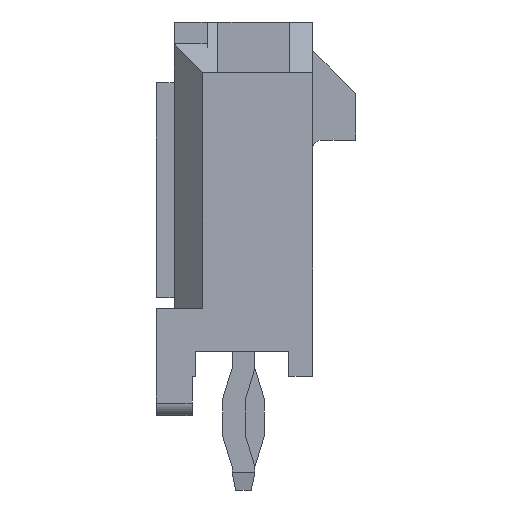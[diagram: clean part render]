
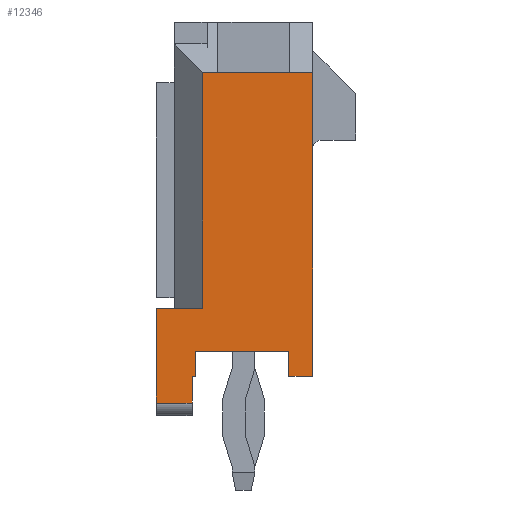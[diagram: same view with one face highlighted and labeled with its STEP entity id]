
A CAD part, left-side view. The second image highlights one B-rep face of the part: STEP entity #12346.
In plain terms, the highlighted face is planar.
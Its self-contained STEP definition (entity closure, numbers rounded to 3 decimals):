
#1127=ORIENTED_EDGE('',*,*,#2869,.F.);
#1128=ORIENTED_EDGE('',*,*,#3284,.T.);
#1129=ORIENTED_EDGE('',*,*,#2804,.T.);
#1130=ORIENTED_EDGE('',*,*,#2913,.F.);
#1131=ORIENTED_EDGE('',*,*,#2923,.F.);
#1132=ORIENTED_EDGE('',*,*,#2927,.F.);
#1133=ORIENTED_EDGE('',*,*,#3285,.F.);
#1134=ORIENTED_EDGE('',*,*,#3286,.T.);
#1135=ORIENTED_EDGE('',*,*,#3287,.T.);
#1136=ORIENTED_EDGE('',*,*,#3288,.T.);
#1137=ORIENTED_EDGE('',*,*,#3281,.F.);
#1138=ORIENTED_EDGE('',*,*,#3289,.F.);
#1139=ORIENTED_EDGE('',*,*,#2876,.F.);
#1140=ORIENTED_EDGE('',*,*,#2867,.T.);
#2804=EDGE_CURVE('',#4067,#4066,#4893,.T.);
#2867=EDGE_CURVE('',#4094,#4097,#4954,.T.);
#2869=EDGE_CURVE('',#4107,#4097,#4956,.T.);
#2876=EDGE_CURVE('',#4094,#4111,#4963,.T.);
#2913=EDGE_CURVE('',#4133,#4066,#5000,.T.);
#2923=EDGE_CURVE('',#4141,#4133,#5006,.T.);
#2927=EDGE_CURVE('',#4143,#4141,#5010,.T.);
#3281=EDGE_CURVE('',#4352,#4353,#5364,.T.);
#3284=EDGE_CURVE('',#4107,#4067,#5367,.T.);
#3285=EDGE_CURVE('',#4354,#4143,#5368,.T.);
#3286=EDGE_CURVE('',#4354,#4355,#5369,.T.);
#3287=EDGE_CURVE('',#4355,#4356,#5370,.T.);
#3288=EDGE_CURVE('',#4356,#4353,#5371,.T.);
#3289=EDGE_CURVE('',#4111,#4352,#5372,.T.);
#4066=VERTEX_POINT('',#15820);
#4067=VERTEX_POINT('',#15822);
#4094=VERTEX_POINT('',#15897);
#4097=VERTEX_POINT('',#15905);
#4107=VERTEX_POINT('',#15943);
#4111=VERTEX_POINT('',#15958);
#4133=VERTEX_POINT('',#16031);
#4141=VERTEX_POINT('',#16051);
#4143=VERTEX_POINT('',#16059);
#4352=VERTEX_POINT('',#16759);
#4353=VERTEX_POINT('',#16760);
#4354=VERTEX_POINT('',#16766);
#4355=VERTEX_POINT('',#16768);
#4356=VERTEX_POINT('',#16770);
#4893=LINE('',#15821,#6168);
#4954=LINE('',#15940,#6229);
#4956=LINE('',#15944,#6231);
#4963=LINE('',#15957,#6238);
#5000=LINE('',#16030,#6275);
#5006=LINE('',#16052,#6281);
#5010=LINE('',#16060,#6285);
#5364=LINE('',#16758,#6639);
#5367=LINE('',#16764,#6642);
#5368=LINE('',#16765,#6643);
#5369=LINE('',#16767,#6644);
#5370=LINE('',#16769,#6645);
#5371=LINE('',#16771,#6646);
#5372=LINE('',#16772,#6647);
#6168=VECTOR('',#13408,1000.);
#6229=VECTOR('',#13505,1000.);
#6231=VECTOR('',#13509,1000.);
#6238=VECTOR('',#13522,1000.);
#6275=VECTOR('',#13587,1000.);
#6281=VECTOR('',#13607,1000.);
#6285=VECTOR('',#13615,1000.);
#6639=VECTOR('',#14241,1000.);
#6642=VECTOR('',#14246,1000.);
#6643=VECTOR('',#14247,1000.);
#6644=VECTOR('',#14248,1000.);
#6645=VECTOR('',#14249,1000.);
#6646=VECTOR('',#14250,1000.);
#6647=VECTOR('',#14251,1000.);
#7462=EDGE_LOOP('',(#1127,#1128,#1129,#1130,#1131,#1132,#1133,#1134,#1135,
#1136,#1137,#1138,#1139,#1140));
#7967=FACE_BOUND('',#7462,.T.);
#8456=PLANE('',#12845);
#12346=ADVANCED_FACE('',(#7967),#8456,.F.);
#12845=AXIS2_PLACEMENT_3D('',#16763,#14244,#14245);
#13408=DIRECTION('',(0.,0.,-1.));
#13505=DIRECTION('',(0.,0.,-1.));
#13509=DIRECTION('',(0.,0.,1.));
#13522=DIRECTION('',(0.,0.,1.));
#13587=DIRECTION('',(0.,-1.,0.));
#13607=DIRECTION('',(0.,0.,-1.));
#13615=DIRECTION('',(0.,1.,0.));
#14241=DIRECTION('',(0.,0.,-1.));
#14244=DIRECTION('',(-1.,0.,0.));
#14245=DIRECTION('',(0.,0.,1.));
#14246=DIRECTION('',(0.,1.,0.));
#14247=DIRECTION('',(0.,0.,-1.));
#14248=DIRECTION('',(0.,-1.,0.));
#14249=DIRECTION('',(0.,0.,1.));
#14250=DIRECTION('',(0.,1.,0.));
#14251=DIRECTION('',(0.,1.,0.));
#15820=CARTESIAN_POINT('',(13.825,3.05,-2.185));
#15821=CARTESIAN_POINT('',(13.825,3.05,-1.685));
#15822=CARTESIAN_POINT('',(13.825,3.05,-0.885));
#15897=CARTESIAN_POINT('',(13.825,-3.536,1.535));
#15905=CARTESIAN_POINT('',(13.825,-3.536,-0.465));
#15940=CARTESIAN_POINT('',(13.825,-3.536,1.535));
#15943=CARTESIAN_POINT('',(13.825,-3.536,-0.885));
#15944=CARTESIAN_POINT('',(13.825,-3.536,0.));
#15957=CARTESIAN_POINT('',(13.825,-3.536,0.));
#15958=CARTESIAN_POINT('',(13.825,-3.536,2.185));
#16030=CARTESIAN_POINT('',(13.825,4.95,-2.185));
#16031=CARTESIAN_POINT('',(13.825,5.7,-2.185));
#16051=CARTESIAN_POINT('',(13.825,5.7,-1.185));
#16052=CARTESIAN_POINT('',(13.825,5.7,-1.185));
#16059=CARTESIAN_POINT('',(13.825,4.95,-1.185));
#16060=CARTESIAN_POINT('',(13.825,4.95,-1.185));
#16758=CARTESIAN_POINT('',(13.825,4.95,2.185));
#16759=CARTESIAN_POINT('',(13.825,4.95,2.185));
#16760=CARTESIAN_POINT('',(13.825,4.95,1.515));
#16763=CARTESIAN_POINT('',(13.825,0.,0.));
#16764=CARTESIAN_POINT('',(13.825,3.05,-0.885));
#16765=CARTESIAN_POINT('',(13.825,4.95,2.185));
#16766=CARTESIAN_POINT('',(13.825,4.95,-1.085));
#16767=CARTESIAN_POINT('',(13.825,4.95,-1.085));
#16768=CARTESIAN_POINT('',(13.825,4.25,-1.085));
#16769=CARTESIAN_POINT('',(13.825,4.25,-1.085));
#16770=CARTESIAN_POINT('',(13.825,4.25,1.515));
#16771=CARTESIAN_POINT('',(13.825,4.25,1.515));
#16772=CARTESIAN_POINT('',(13.825,-4.95,2.185));
